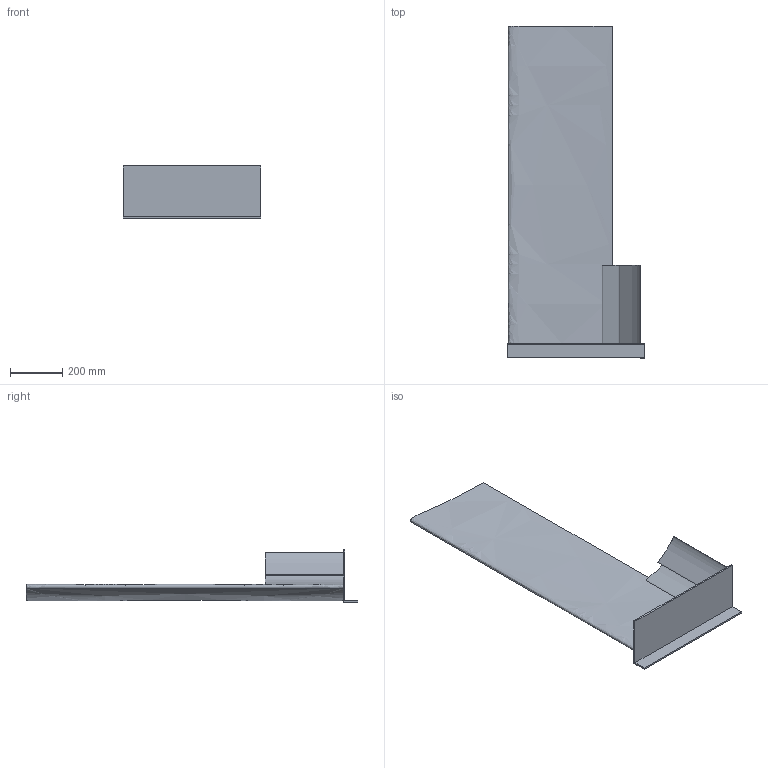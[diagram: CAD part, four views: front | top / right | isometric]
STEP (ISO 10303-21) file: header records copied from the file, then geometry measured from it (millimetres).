
FILE_DESCRIPTION (( 'STEP AP214' ), '1' );
FILE_NAME ('Midplane Evaluation3d.STEP', '2023-09-21T07:02:08', ( '' ), ( '' ), 'SwSTEP 2.0', 'SolidWorks 2022', '' );
FILE_SCHEMA (( 'AUTOMOTIVE_DESIGN' ));
Length unit declared in the file: millimetre
Products named in the file (5): S1223; Mock End Plate; Midplane Evaluation3d; NACA6412 Fixed; 224FrontWingVersion1
Assembly tree (5 placements, depth 3):
  Midplane Evaluation3d
    224FrontWingVersion1
      NACA6412 Fixed
      Mock End Plate
      S1223  x2
Bounding box: 530 x 1276 x 200 mm (x, y, z)
Volume: 17650567.1 mm3; surface area: 1456245.2 mm2
Topology: 4 solids, 4 shells, 20 faces, 36 edges, 24 vertices
Faces by surface type: plane 16, bspline 4
Entity records: 1104 total; most frequent: CARTESIAN_POINT 618, DIRECTION 68, ORIENTED_EDGE 60, EDGE_CURVE 30, LINE 24, VECTOR 24, AXIS2_PLACEMENT_3D 22, VERTEX_POINT 20
